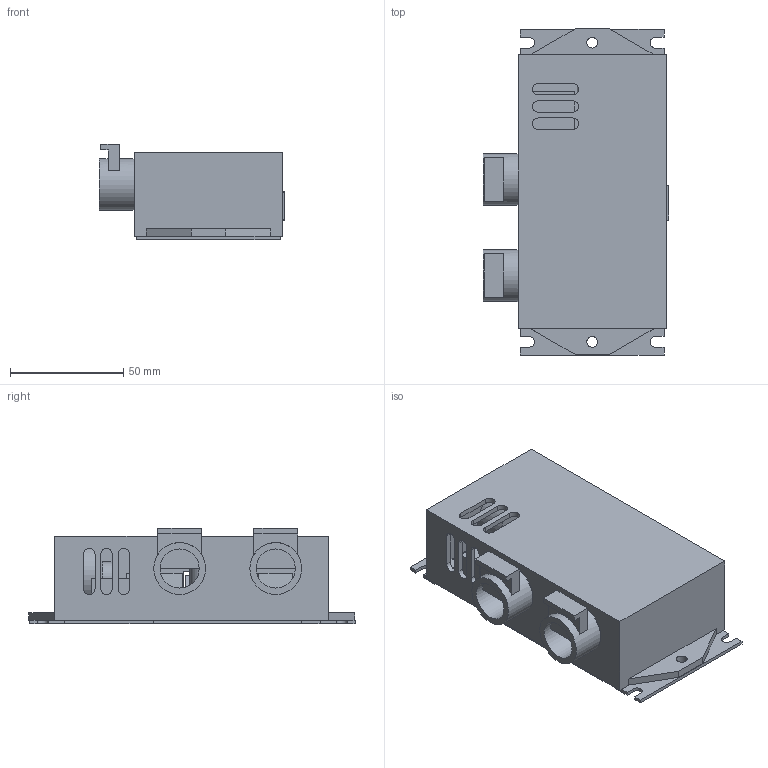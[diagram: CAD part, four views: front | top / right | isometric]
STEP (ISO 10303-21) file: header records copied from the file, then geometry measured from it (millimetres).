
FILE_DESCRIPTION((''),'1');
FILE_NAME('TRCC600.stp','2018-03-09T21:07:00',(''),(''),'Spatial Interop R18','Kubotek KeyCreator V9.0.0 (15479)',' ');
FILE_SCHEMA(('CONFIG_CONTROL_DESIGN'));
Length unit declared in the file: inch
Products named in the file (26): 1; 2; 3; 4; 5; 6; 7; 8; 9; 10; 11; 12; 13; 14; 15; 16; 17; 18; 19; 20; 21; 22; 23; 24; 25; 26
Bounding box: 81.69 x 144.02 x 42.16 mm (x, y, z)
Volume: 106661.6 mm3; surface area: 96373.9 mm2
Topology: 22 solids, 22 shells, 346 faces, 820 edges, 555 vertices
Faces by surface type: plane 284, cylinder 62
Full cylindrical faces by diameter (mm): 0.508 x2, 3.251 x2, 3.658 x4, 3.81 x11, 3.962 x4, 4.75 x2, 4.775 x6, 6.096 x4, 10.16 x1, 12.7 x2, 15.24 x1, 17.272 x2, 22.225 x2, 22.86 x2, 25.527 x1
Entity records: 10815 total; most frequent: CARTESIAN_POINT 1731, DIRECTION 1627, ORIENTED_EDGE 1510, EDGE_CURVE 755, LINE 623, VECTOR 623, VERTEX_POINT 534, AXIS2_PLACEMENT_3D 502
